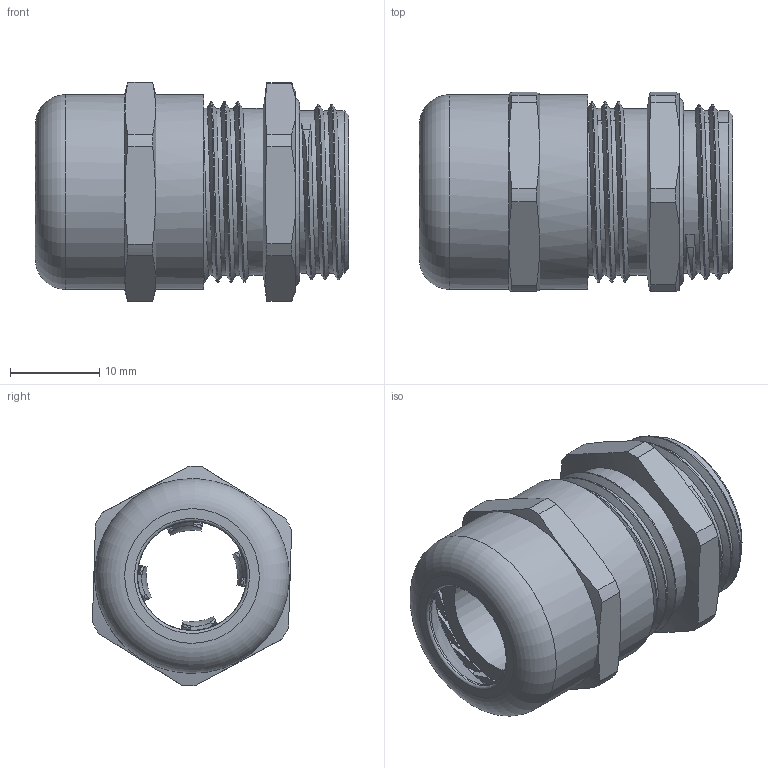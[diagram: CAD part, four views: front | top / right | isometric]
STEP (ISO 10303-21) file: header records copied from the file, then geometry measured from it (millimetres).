
FILE_DESCRIPTION(/* description */ (''),/* implementation_level */ '2;1');
FILE_NAME(/* name */ '61086520-RST.stp',/* time_stamp */ '2025-11-25T13:27:28+01:00',/* author */ ('sl'),/* organization */ (''),/* preprocessor_version */ 'ST-DEVELOPER v16.5',/* originating_system */ 'Autodesk Inventor 2017',/* authorisation */ '');
FILE_SCHEMA (('CONFIG_CONTROL_DESIGN'));
Length unit declared in the file: millimetre
Products named in the file (8): 61086520; 61086520_1; Euro-Top-EMV-04-5-BT-0001-61086520; 61086520_2; 61086520_3; 61086520_4; 61086520_5; 61086520_6
Assembly tree (7 placements, depth 2):
  61086520
    61086520_1
    Euro-Top-EMV-04-5-BT-0001-61086520
    61086520_2
    61086520_3
    61086520_4
    61086520_5
    61086520_6
Bounding box: 35.11 x 22.34 x 24.59 mm (x, y, z)
Volume: 5398.2 mm3; surface area: 12082.7 mm2
Topology: 7 solids, 7 shells, 452 faces, 1284 edges, 848 vertices
Faces by surface type: plane 206, cylinder 154, cone 48, torus 34, bspline 10
Full cylindrical faces by diameter (mm): 12.19 x1, 12.3 x1, 12.67 x2, 13.27 x1, 14.07 x1, 14.22 x1, 14.91 x1, 15.2 x1, 15.4 x1, 15.83 x1, 15.97 x1, 16.56 x1, 17 x1, 17.12 x1, 17.22 x1, 17.9 x1, 18.208 x2, 18.738 x6, 18.85 x1, 19.16 x7, 20.682 x7, 21.82 x2
Entity records: 18068 total; most frequent: CARTESIAN_POINT 7024, ORIENTED_EDGE 2316, DIRECTION 2239, EDGE_CURVE 1158, AXIS2_PLACEMENT_3D 865, VERTEX_POINT 788, LINE 509, VECTOR 509
